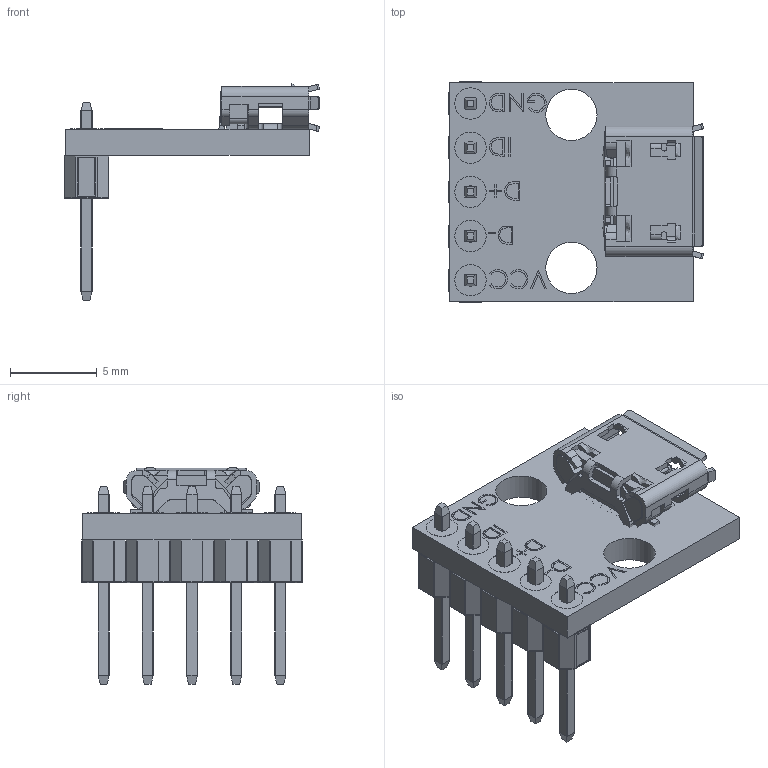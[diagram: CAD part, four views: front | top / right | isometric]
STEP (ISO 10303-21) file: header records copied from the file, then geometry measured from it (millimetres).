
FILE_DESCRIPTION(/* description */ (''),/* implementation_level */ '2;1');
FILE_NAME(/* name */ 'MicroUSB_Pinboard_5_Pins v2.step',/* time_stamp */ '2020-08-18T18:15:19+06:00',/* author */ (''),/* organization */ (''),/* preprocessor_version */ 'ST-DEVELOPER v18.1',/* originating_system */ 'Autodesk Translation Framework v9.3.0.1241',/* authorisation */ '');
FILE_SCHEMA (('AUTOMOTIVE_DESIGN { 1 0 10303 214 3 1 1 }'));
Length unit declared in the file: millimetre
Products named in the file (9): MicroUSB_Pinboard_5_Pins; Pinboard; micro_usb_connector; shield; socket_housing; socket_plate; terminal; Pin Header Male 01x05 P2.54mm; Male Pin Header
Assembly tree (16 placements, depth 3):
  MicroUSB_Pinboard_5_Pins
    Pinboard
    micro_usb_connector
      shield
      socket_housing
      socket_plate
      terminal  x5
    Pin Header Male 01x05 P2.54mm
      Male Pin Header  x5
Bounding box: 14.67 x 12.7 x 12.44 mm (x, y, z)
Volume: 373.3 mm3; surface area: 1053.1 mm2
Topology: 14 solids, 14 shells, 1491 faces, 3941 edges, 2484 vertices
Faces by surface type: plane 795, cylinder 480, bspline 134, sphere 82
Full cylindrical faces by diameter (mm): 0.6 x4, 0.7 x5, 1.8 x10, 2.95 x2
Entity records: 40602 total; most frequent: CARTESIAN_POINT 13975, ORIENTED_EDGE 5650, DIRECTION 5028, EDGE_CURVE 2825, LINE 1986, VECTOR 1986, VERTEX_POINT 1828, AXIS2_PLACEMENT_3D 1521
